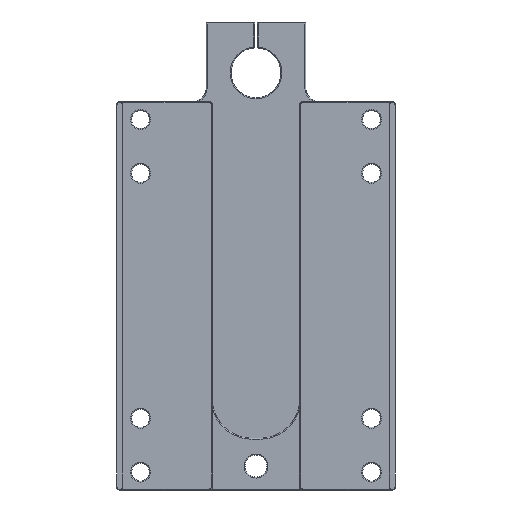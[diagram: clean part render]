
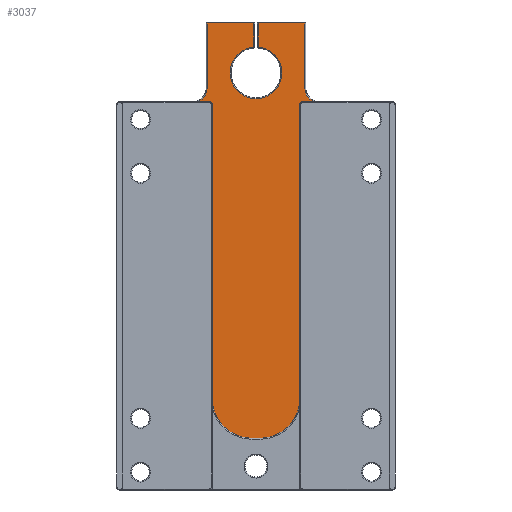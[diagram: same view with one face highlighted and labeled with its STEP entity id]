
A CAD part, front view. The second image highlights one B-rep face of the part: STEP entity #3037.
In plain terms, the highlighted planar face has unit normal (0, -1, 0).
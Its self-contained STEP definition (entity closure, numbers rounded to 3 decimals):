
#901=CARTESIAN_POINT('',(0.,17.,98.995));
#902=VERTEX_POINT('',#901);
#909=CARTESIAN_POINT('',(1.25,17.,124.945));
#910=VERTEX_POINT('',#909);
#911=CARTESIAN_POINT('',(0.,17.,112.));
#912=DIRECTION('',(-0.,1.,-0.));
#913=DIRECTION('',(0.,0.,-1.));
#914=AXIS2_PLACEMENT_3D('',#911,#912,#913);
#915=CIRCLE('',#914,13.005);
#916=EDGE_CURVE('',#910,#902,#915,.T.);
#2333=CARTESIAN_POINT('',(23.5,17.,97.5));
#2334=VERTEX_POINT('',#2333);
#2375=CARTESIAN_POINT('',(29.307,17.,97.5));
#2376=VERTEX_POINT('',#2375);
#2383=CARTESIAN_POINT('',(12368.25,17.,97.5));
#2384=DIRECTION('',(-1.,0.,-0.));
#2385=VECTOR('',#2384,24690.);
#2386=LINE('',#2383,#2385);
#2387=EDGE_CURVE('',#2376,#2334,#2386,.T.);
#2475=CARTESIAN_POINT('',(-23.5,17.,97.5));
#2476=VERTEX_POINT('',#2475);
#2483=CARTESIAN_POINT('',(-29.307,17.,97.5));
#2484=VERTEX_POINT('',#2483);
#2485=CARTESIAN_POINT('',(12368.25,17.,97.5));
#2486=DIRECTION('',(-1.,0.,-0.));
#2487=VECTOR('',#2486,24690.);
#2488=LINE('',#2485,#2487);
#2489=EDGE_CURVE('',#2476,#2484,#2488,.T.);
#2898=CARTESIAN_POINT('',(-22.,17.,97.5));
#2899=DIRECTION('',(0.,-1.,0.));
#2900=DIRECTION('',(0.,-0.,-1.));
#2901=AXIS2_PLACEMENT_3D('',#2898,#2899,#2900);
#2902=PLANE('',#2901);
#2903=ORIENTED_EDGE('',*,*,#2387,.F.);
#2904=CARTESIAN_POINT('',(24.5,17.,104.5));
#2905=VERTEX_POINT('',#2904);
#2906=CARTESIAN_POINT('',(32.,17.,104.5));
#2907=DIRECTION('',(0.,1.,0.));
#2908=DIRECTION('',(0.,0.,-1.));
#2909=AXIS2_PLACEMENT_3D('',#2906,#2907,#2908);
#2910=CIRCLE('',#2909,7.5);
#2911=EDGE_CURVE('',#2376,#2905,#2910,.T.);
#2912=ORIENTED_EDGE('',*,*,#2911,.T.);
#2913=CARTESIAN_POINT('',(24.5,17.,137.));
#2914=VERTEX_POINT('',#2913);
#2915=CARTESIAN_POINT('',(24.5,17.,-12227.5));
#2916=DIRECTION('',(-0.,0.,1.));
#2917=VECTOR('',#2916,24690.);
#2918=LINE('',#2915,#2917);
#2919=EDGE_CURVE('',#2905,#2914,#2918,.T.);
#2920=ORIENTED_EDGE('',*,*,#2919,.T.);
#2921=CARTESIAN_POINT('',(1.25,17.,137.));
#2922=VERTEX_POINT('',#2921);
#2923=CARTESIAN_POINT('',(12346.5,17.,137.));
#2924=DIRECTION('',(-1.,0.,0.));
#2925=VECTOR('',#2924,24690.);
#2926=LINE('',#2923,#2925);
#2927=EDGE_CURVE('',#2914,#2922,#2926,.T.);
#2928=ORIENTED_EDGE('',*,*,#2927,.T.);
#2929=CARTESIAN_POINT('',(1.25,17.,12455.991));
#2930=DIRECTION('',(-0.,-0.,-1.));
#2931=VECTOR('',#2930,24690.);
#2932=LINE('',#2929,#2931);
#2933=EDGE_CURVE('',#2922,#910,#2932,.T.);
#2934=ORIENTED_EDGE('',*,*,#2933,.T.);
#2935=ORIENTED_EDGE('',*,*,#916,.T.);
#2936=CARTESIAN_POINT('',(-1.25,17.,124.945));
#2937=VERTEX_POINT('',#2936);
#2938=CARTESIAN_POINT('',(0.,17.,112.));
#2939=DIRECTION('',(0.,1.,0.));
#2940=DIRECTION('',(0.,0.,-1.));
#2941=AXIS2_PLACEMENT_3D('',#2938,#2939,#2940);
#2942=CIRCLE('',#2941,13.005);
#2943=EDGE_CURVE('',#902,#2937,#2942,.T.);
#2944=ORIENTED_EDGE('',*,*,#2943,.T.);
#2945=CARTESIAN_POINT('',(-1.25,17.,137.));
#2946=VERTEX_POINT('',#2945);
#2947=CARTESIAN_POINT('',(-1.25,17.,-12234.009));
#2948=DIRECTION('',(0.,0.,1.));
#2949=VECTOR('',#2948,24690.);
#2950=LINE('',#2947,#2949);
#2951=EDGE_CURVE('',#2937,#2946,#2950,.T.);
#2952=ORIENTED_EDGE('',*,*,#2951,.T.);
#2953=CARTESIAN_POINT('',(-24.5,17.,137.));
#2954=VERTEX_POINT('',#2953);
#2955=CARTESIAN_POINT('',(12333.625,17.,137.));
#2956=DIRECTION('',(-1.,0.,0.));
#2957=VECTOR('',#2956,24690.);
#2958=LINE('',#2955,#2957);
#2959=EDGE_CURVE('',#2946,#2954,#2958,.T.);
#2960=ORIENTED_EDGE('',*,*,#2959,.T.);
#2961=CARTESIAN_POINT('',(-24.5,17.,104.5));
#2962=VERTEX_POINT('',#2961);
#2963=CARTESIAN_POINT('',(-24.5,17.,12462.5));
#2964=DIRECTION('',(-0.,-0.,-1.));
#2965=VECTOR('',#2964,24690.);
#2966=LINE('',#2963,#2965);
#2967=EDGE_CURVE('',#2954,#2962,#2966,.T.);
#2968=ORIENTED_EDGE('',*,*,#2967,.T.);
#2969=CARTESIAN_POINT('',(-32.,17.,104.5));
#2970=DIRECTION('',(0.,1.,0.));
#2971=DIRECTION('',(0.,0.,-1.));
#2972=AXIS2_PLACEMENT_3D('',#2969,#2970,#2971);
#2973=CIRCLE('',#2972,7.5);
#2974=EDGE_CURVE('',#2962,#2484,#2973,.T.);
#2975=ORIENTED_EDGE('',*,*,#2974,.T.);
#2976=ORIENTED_EDGE('',*,*,#2489,.F.);
#2977=CARTESIAN_POINT('',(-22.,17.,96.));
#2978=VERTEX_POINT('',#2977);
#2979=CARTESIAN_POINT('',(-23.5,17.,96.));
#2980=DIRECTION('',(-0.,1.,-0.));
#2981=DIRECTION('',(0.,0.,1.));
#2982=AXIS2_PLACEMENT_3D('',#2979,#2980,#2981);
#2983=CIRCLE('',#2982,1.5);
#2984=EDGE_CURVE('',#2476,#2978,#2983,.T.);
#2985=ORIENTED_EDGE('',*,*,#2984,.T.);
#2986=CARTESIAN_POINT('',(-22.,17.,-51.5));
#2987=VERTEX_POINT('',#2986);
#2988=CARTESIAN_POINT('',(-22.,17.,12393.75));
#2989=DIRECTION('',(0.,-0.,-1.));
#2990=VECTOR('',#2989,24690.);
#2991=LINE('',#2988,#2990);
#2992=EDGE_CURVE('',#2978,#2987,#2991,.T.);
#2993=ORIENTED_EDGE('',*,*,#2992,.T.);
#2994=CARTESIAN_POINT('',(-2.,17.,-71.5));
#2995=VERTEX_POINT('',#2994);
#2996=CARTESIAN_POINT('',(-2.,17.,-51.5));
#2997=DIRECTION('',(0.,-1.,0.));
#2998=DIRECTION('',(0.,0.,-1.));
#2999=AXIS2_PLACEMENT_3D('',#2996,#2997,#2998);
#3000=CIRCLE('',#2999,20.);
#3001=EDGE_CURVE('',#2987,#2995,#3000,.T.);
#3002=ORIENTED_EDGE('',*,*,#3001,.T.);
#3003=CARTESIAN_POINT('',(2.,17.,-71.5));
#3004=VERTEX_POINT('',#3003);
#3005=CARTESIAN_POINT('',(-12367.,17.,-71.5));
#3006=DIRECTION('',(1.,0.,-0.));
#3007=VECTOR('',#3006,24690.);
#3008=LINE('',#3005,#3007);
#3009=EDGE_CURVE('',#2995,#3004,#3008,.T.);
#3010=ORIENTED_EDGE('',*,*,#3009,.T.);
#3011=CARTESIAN_POINT('',(22.,17.,-51.5));
#3012=VERTEX_POINT('',#3011);
#3013=CARTESIAN_POINT('',(2.,17.,-51.5));
#3014=DIRECTION('',(0.,-1.,0.));
#3015=DIRECTION('',(0.,0.,1.));
#3016=AXIS2_PLACEMENT_3D('',#3013,#3014,#3015);
#3017=CIRCLE('',#3016,20.);
#3018=EDGE_CURVE('',#3004,#3012,#3017,.T.);
#3019=ORIENTED_EDGE('',*,*,#3018,.T.);
#3020=CARTESIAN_POINT('',(22.,17.,96.));
#3021=VERTEX_POINT('',#3020);
#3022=CARTESIAN_POINT('',(22.,17.,12393.75));
#3023=DIRECTION('',(0.,-0.,-1.));
#3024=VECTOR('',#3023,24690.);
#3025=LINE('',#3022,#3024);
#3026=EDGE_CURVE('',#3021,#3012,#3025,.T.);
#3027=ORIENTED_EDGE('',*,*,#3026,.F.);
#3028=CARTESIAN_POINT('',(23.5,17.,96.));
#3029=DIRECTION('',(-0.,1.,-0.));
#3030=DIRECTION('',(0.,0.,-1.));
#3031=AXIS2_PLACEMENT_3D('',#3028,#3029,#3030);
#3032=CIRCLE('',#3031,1.5);
#3033=EDGE_CURVE('',#3021,#2334,#3032,.T.);
#3034=ORIENTED_EDGE('',*,*,#3033,.T.);
#3035=EDGE_LOOP('',(#2903,#2912,#2920,#2928,#2934,#2935,#2944,#2952,#2960,#2968,#2975,#2976,#2985,#2993,#3002,#3010,#3019,#3027,#3034));
#3036=FACE_BOUND('',#3035,.T.);
#3037=ADVANCED_FACE('NONE',(#3036),#2902,.T.);
